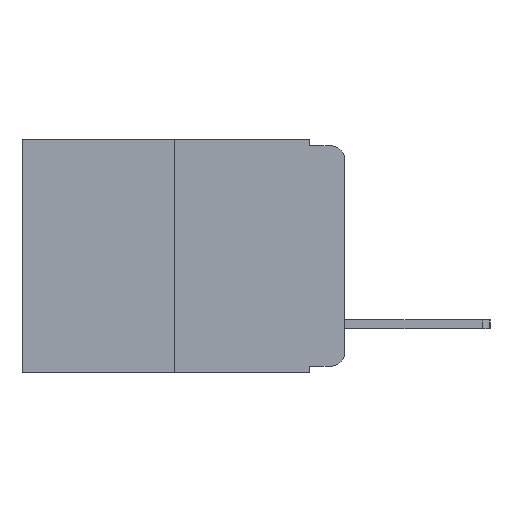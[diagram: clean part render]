
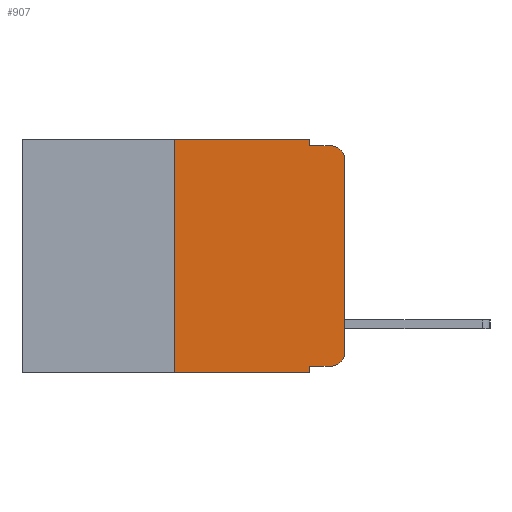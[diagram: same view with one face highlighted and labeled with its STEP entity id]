
A CAD part, left-side view. The second image highlights one B-rep face of the part: STEP entity #907.
In plain terms, the highlighted planar face has unit normal (-1, 0, 0).
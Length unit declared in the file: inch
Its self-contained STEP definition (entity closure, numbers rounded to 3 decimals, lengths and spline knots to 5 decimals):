
#98 = VECTOR ( 'NONE', #8793, 39.37008 ) ;
#553 = CARTESIAN_POINT ( 'NONE',  ( 0., 0.051, -0.333 ) ) ;
#786 = EDGE_CURVE ( 'NONE', #1986, #4569, #1854, .T. ) ;
#872 = DIRECTION ( 'NONE',  ( -1., 0., 0. ) ) ;
#907 = ADVANCED_FACE ( 'NONE', ( #7503 ), #10080, .F. ) ;
#1120 = VERTEX_POINT ( 'NONE', #17580 ) ;
#1738 = VERTEX_POINT ( 'NONE', #1846 ) ;
#1846 = CARTESIAN_POINT ( 'NONE',  ( 0., 0., -0.03 ) ) ;
#1854 = LINE ( 'NONE', #13156, #9255 ) ;
#1940 = EDGE_CURVE ( 'NONE', #12211, #1120, #12364, .T. ) ;
#1986 = VERTEX_POINT ( 'NONE', #10806 ) ;
#2367 = VERTEX_POINT ( 'NONE', #11189 ) ;
#2498 = EDGE_CURVE ( 'NONE', #1738, #8719, #5610, .T. ) ;
#2950 = CARTESIAN_POINT ( 'NONE',  ( 0., 0.25, 0. ) ) ;
#3570 = VERTEX_POINT ( 'NONE', #4707 ) ;
#4569 = VERTEX_POINT ( 'NONE', #2950 ) ;
#4707 = CARTESIAN_POINT ( 'NONE',  ( 0., 0.051, 0. ) ) ;
#4847 = ORIENTED_EDGE ( 'NONE', *, *, #6964, .T. ) ;
#4906 = VERTEX_POINT ( 'NONE', #17421 ) ;
#4921 = EDGE_CURVE ( 'NONE', #13109, #1738, #6435, .T. ) ;
#4926 = LINE ( 'NONE', #10875, #8378 ) ;
#5415 = CARTESIAN_POINT ( 'NONE',  ( 0., 0.473, -0.343 ) ) ;
#5610 = CIRCLE ( 'NONE', #11094, 0.02 ) ;
#5786 = AXIS2_PLACEMENT_3D ( 'NONE', #9725, #872, #11069 ) ;
#6273 = DIRECTION ( 'NONE',  ( 0., 0., -1. ) ) ;
#6378 = CARTESIAN_POINT ( 'NONE',  ( 0., 0.473, 0. ) ) ;
#6435 = LINE ( 'NONE', #6739, #17101 ) ;
#6597 = DIRECTION ( 'NONE',  ( 0., 0., -1. ) ) ;
#6739 = CARTESIAN_POINT ( 'NONE',  ( 0., 0., 0. ) ) ;
#6914 = EDGE_CURVE ( 'NONE', #3570, #2367, #4926, .T. ) ;
#6964 = EDGE_CURVE ( 'NONE', #1986, #4906, #10687, .T. ) ;
#7305 = ORIENTED_EDGE ( 'NONE', *, *, #13718, .T. ) ;
#7503 = FACE_OUTER_BOUND ( 'NONE', #18140, .T. ) ;
#7771 = ORIENTED_EDGE ( 'NONE', *, *, #13077, .F. ) ;
#8100 = DIRECTION ( 'NONE',  ( 0., 0., 1. ) ) ;
#8123 = LINE ( 'NONE', #18050, #98 ) ;
#8191 = ORIENTED_EDGE ( 'NONE', *, *, #10597, .F. ) ;
#8237 = DIRECTION ( 'NONE',  ( 0., -1., 0. ) ) ;
#8358 = VECTOR ( 'NONE', #17969, 39.37008 ) ;
#8378 = VECTOR ( 'NONE', #14866, 39.37008 ) ;
#8449 = CARTESIAN_POINT ( 'NONE',  ( 0., 0., -0.313 ) ) ;
#8719 = VERTEX_POINT ( 'NONE', #15407 ) ;
#8793 = DIRECTION ( 'NONE',  ( 0., -1., 0. ) ) ;
#8823 = DIRECTION ( 'NONE',  ( -1., 0., 0. ) ) ;
#9097 = VECTOR ( 'NONE', #8237, 39.37008 ) ;
#9178 = CARTESIAN_POINT ( 'NONE',  ( 0., 0.02, -0.03 ) ) ;
#9255 = VECTOR ( 'NONE', #12352, 39.37008 ) ;
#9725 = CARTESIAN_POINT ( 'NONE',  ( 0., 0.02, -0.313 ) ) ;
#10080 = PLANE ( 'NONE',  #11977 ) ;
#10243 = VECTOR ( 'NONE', #12463, 39.37008 ) ;
#10597 = EDGE_CURVE ( 'NONE', #2367, #8719, #8123, .T. ) ;
#10687 = LINE ( 'NONE', #5415, #17665 ) ;
#10806 = CARTESIAN_POINT ( 'NONE',  ( 0., 0.25, -0.343 ) ) ;
#10875 = CARTESIAN_POINT ( 'NONE',  ( 0., 0.051, 0. ) ) ;
#11069 = DIRECTION ( 'NONE',  ( 0., 0., -1. ) ) ;
#11093 = CARTESIAN_POINT ( 'NONE',  ( 0., 0.051, 0. ) ) ;
#11094 = AXIS2_PLACEMENT_3D ( 'NONE', #9178, #8823, #6597 ) ;
#11189 = CARTESIAN_POINT ( 'NONE',  ( 0., 0.051, -0.01 ) ) ;
#11965 = ORIENTED_EDGE ( 'NONE', *, *, #4921, .T. ) ;
#11977 = AXIS2_PLACEMENT_3D ( 'NONE', #6378, #16983, #6273 ) ;
#12211 = VERTEX_POINT ( 'NONE', #553 ) ;
#12352 = DIRECTION ( 'NONE',  ( 0., 0., 1. ) ) ;
#12364 = LINE ( 'NONE', #12416, #8358 ) ;
#12416 = CARTESIAN_POINT ( 'NONE',  ( 0., 0.051, -0.333 ) ) ;
#12463 = DIRECTION ( 'NONE',  ( 0., 0., -1. ) ) ;
#12870 = ORIENTED_EDGE ( 'NONE', *, *, #2498, .T. ) ;
#13077 = EDGE_CURVE ( 'NONE', #12211, #4906, #13788, .T. ) ;
#13109 = VERTEX_POINT ( 'NONE', #8449 ) ;
#13156 = CARTESIAN_POINT ( 'NONE',  ( 0., 0.25, 0. ) ) ;
#13404 = ORIENTED_EDGE ( 'NONE', *, *, #6914, .F. ) ;
#13451 = ORIENTED_EDGE ( 'NONE', *, *, #16553, .F. ) ;
#13489 = LINE ( 'NONE', #13586, #9097 ) ;
#13586 = CARTESIAN_POINT ( 'NONE',  ( 0., 0.473, 0. ) ) ;
#13718 = EDGE_CURVE ( 'NONE', #1120, #13109, #15996, .T. ) ;
#13788 = LINE ( 'NONE', #11093, #10243 ) ;
#14866 = DIRECTION ( 'NONE',  ( 0., 0., -1. ) ) ;
#14969 = DIRECTION ( 'NONE',  ( 0., -1., 0. ) ) ;
#15305 = ORIENTED_EDGE ( 'NONE', *, *, #786, .F. ) ;
#15407 = CARTESIAN_POINT ( 'NONE',  ( 0., 0.02, -0.01 ) ) ;
#15875 = ORIENTED_EDGE ( 'NONE', *, *, #1940, .T. ) ;
#15996 = CIRCLE ( 'NONE', #5786, 0.02 ) ;
#16553 = EDGE_CURVE ( 'NONE', #4569, #3570, #13489, .T. ) ;
#16983 = DIRECTION ( 'NONE',  ( 1., 0., 0. ) ) ;
#17101 = VECTOR ( 'NONE', #8100, 39.37008 ) ;
#17421 = CARTESIAN_POINT ( 'NONE',  ( 0., 0.051, -0.343 ) ) ;
#17580 = CARTESIAN_POINT ( 'NONE',  ( 0., 0.02, -0.333 ) ) ;
#17665 = VECTOR ( 'NONE', #14969, 39.37008 ) ;
#17969 = DIRECTION ( 'NONE',  ( 0., -1., 0. ) ) ;
#18050 = CARTESIAN_POINT ( 'NONE',  ( 0., 0.051, -0.01 ) ) ;
#18140 = EDGE_LOOP ( 'NONE', ( #11965, #12870, #8191, #13404, #13451, #15305, #4847, #7771, #15875, #7305 ) ) ;
